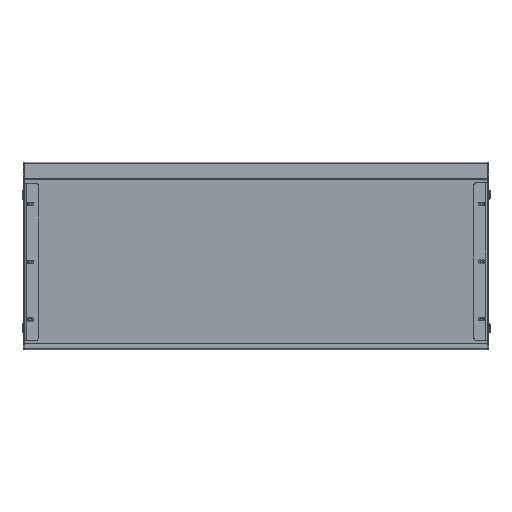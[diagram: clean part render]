
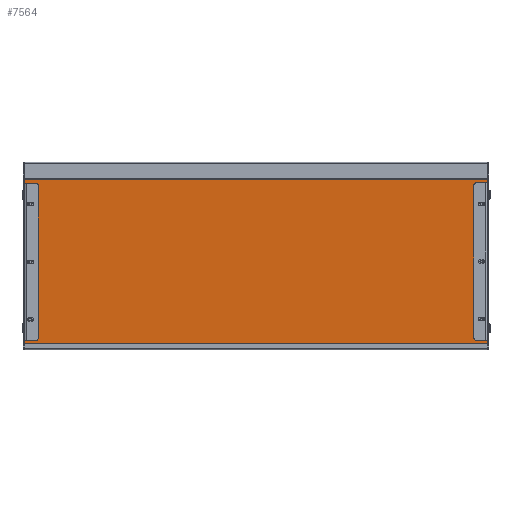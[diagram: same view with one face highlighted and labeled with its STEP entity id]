
A CAD part, front view. The second image highlights one B-rep face of the part: STEP entity #7564.
In plain terms, the highlighted planar face has unit normal (0, -0.998, -0.059).
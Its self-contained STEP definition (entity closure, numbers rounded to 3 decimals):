
#248 = EDGE_CURVE ( 'NONE', #2085, #2728, #2847, .T. ) ;
#1000 = EDGE_LOOP ( 'NONE', ( #7606, #5142, #9985, #11868 ) ) ;
#1297 = CARTESIAN_POINT ( 'NONE',  ( 401.5, 36.951, -320.72 ) ) ;
#1507 = LINE ( 'NONE', #1297, #5808 ) ;
#1575 = DIRECTION ( 'NONE',  ( -1., 0., 0. ) ) ;
#2085 = VERTEX_POINT ( 'NONE', #8517 ) ;
#2728 = VERTEX_POINT ( 'NONE', #3732 ) ;
#2847 = LINE ( 'NONE', #8230, #4514 ) ;
#3169 = CARTESIAN_POINT ( 'NONE',  ( 0., 17.941, 1.148 ) ) ;
#3193 = EDGE_CURVE ( 'NONE', #7566, #7200, #1507, .T. ) ;
#3225 = CARTESIAN_POINT ( 'NONE',  ( 401.5, 37.139, -323.914 ) ) ;
#3243 = DIRECTION ( 'NONE',  ( 0., -0.998, -0.059 ) ) ;
#3732 = CARTESIAN_POINT ( 'NONE',  ( 401.5, 18.186, -3.006 ) ) ;
#4033 = VECTOR ( 'NONE', #5262, 1000. ) ;
#4174 = VECTOR ( 'NONE', #6717, 1000. ) ;
#4514 = VECTOR ( 'NONE', #12551, 1000. ) ;
#5142 = ORIENTED_EDGE ( 'NONE', *, *, #3193, .F. ) ;
#5262 = DIRECTION ( 'NONE',  ( 0., -0.059, 0.998 ) ) ;
#5310 = FACE_OUTER_BOUND ( 'NONE', #1000, .T. ) ;
#5316 = AXIS2_PLACEMENT_3D ( 'NONE', #3169, #3243, #6317 ) ;
#5808 = VECTOR ( 'NONE', #1575, 1000. ) ;
#6317 = DIRECTION ( 'NONE',  ( 0., 0.059, -0.998 ) ) ;
#6717 = DIRECTION ( 'NONE',  ( 0., 0.059, -0.998 ) ) ;
#6853 = EDGE_CURVE ( 'NONE', #2728, #7566, #8735, .T. ) ;
#7200 = VERTEX_POINT ( 'NONE', #10628 ) ;
#7340 = CARTESIAN_POINT ( 'NONE',  ( -401.5, 18.097, -1.5 ) ) ;
#7463 = PLANE ( 'NONE',  #5316 ) ;
#7564 = ADVANCED_FACE ( 'NONE', ( #5310 ), #7463, .T. ) ;
#7566 = VERTEX_POINT ( 'NONE', #9745 ) ;
#7606 = ORIENTED_EDGE ( 'NONE', *, *, #11902, .F. ) ;
#8230 = CARTESIAN_POINT ( 'NONE',  ( -401.5, 18.186, -3.006 ) ) ;
#8517 = CARTESIAN_POINT ( 'NONE',  ( -401.5, 18.186, -3.006 ) ) ;
#8735 = LINE ( 'NONE', #3225, #4174 ) ;
#9745 = CARTESIAN_POINT ( 'NONE',  ( 401.5, 36.951, -320.72 ) ) ;
#9985 = ORIENTED_EDGE ( 'NONE', *, *, #6853, .F. ) ;
#10628 = CARTESIAN_POINT ( 'NONE',  ( -401.5, 36.951, -320.72 ) ) ;
#11748 = LINE ( 'NONE', #7340, #4033 ) ;
#11868 = ORIENTED_EDGE ( 'NONE', *, *, #248, .F. ) ;
#11902 = EDGE_CURVE ( 'NONE', #7200, #2085, #11748, .T. ) ;
#12551 = DIRECTION ( 'NONE',  ( 1., 0., 0. ) ) ;
